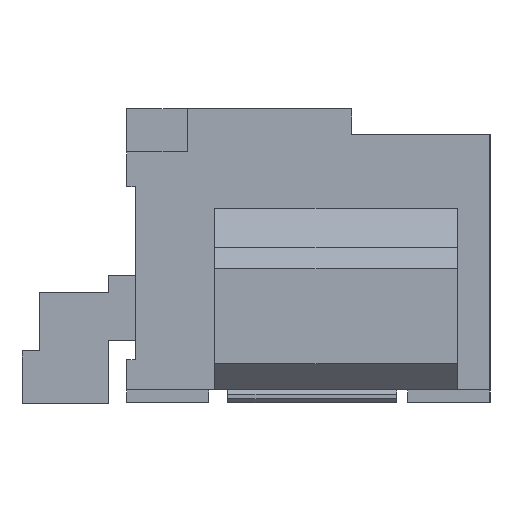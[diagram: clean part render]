
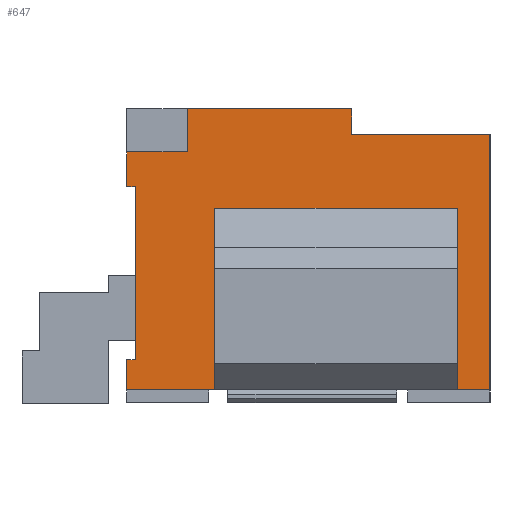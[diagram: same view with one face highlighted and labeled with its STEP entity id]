
A CAD part, left-side view. The second image highlights one B-rep face of the part: STEP entity #647.
In plain terms, the highlighted planar face has unit normal (-1, 0, 0).
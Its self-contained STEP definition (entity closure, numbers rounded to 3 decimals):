
#647 = ADVANCED_FACE( '', ( #1236 ), #1237, .T. );
#1236 = FACE_OUTER_BOUND( '', #1790, .T. );
#1237 = PLANE( '', #1791 );
#1790 = EDGE_LOOP( '', ( #3423, #3424, #3425, #3426, #3427, #3428, #3429, #3430, #3431, #3432, #3433, #3434, #3435, #3436, #3437, #3438 ) );
#1791 = AXIS2_PLACEMENT_3D( '', #3439, #3440, #3441 );
#3423 = ORIENTED_EDGE( '', *, *, #3603, .F. );
#3424 = ORIENTED_EDGE( '', *, *, #3866, .T. );
#3425 = ORIENTED_EDGE( '', *, *, #3527, .F. );
#3426 = ORIENTED_EDGE( '', *, *, #3990, .F. );
#3427 = ORIENTED_EDGE( '', *, *, #3966, .T. );
#3428 = ORIENTED_EDGE( '', *, *, #3785, .F. );
#3429 = ORIENTED_EDGE( '', *, *, #3736, .T. );
#3430 = ORIENTED_EDGE( '', *, *, #4184, .T. );
#3431 = ORIENTED_EDGE( '', *, *, #4068, .F. );
#3432 = ORIENTED_EDGE( '', *, *, #3555, .F. );
#3433 = ORIENTED_EDGE( '', *, *, #3797, .F. );
#3434 = ORIENTED_EDGE( '', *, *, #3933, .T. );
#3435 = ORIENTED_EDGE( '', *, *, #3613, .F. );
#3436 = ORIENTED_EDGE( '', *, *, #3731, .T. );
#3437 = ORIENTED_EDGE( '', *, *, #4168, .T. );
#3438 = ORIENTED_EDGE( '', *, *, #4022, .T. );
#3439 = CARTESIAN_POINT( '', ( -4.625, 0., 0. ) );
#3440 = DIRECTION( '', ( -1., 0., 0. ) );
#3441 = DIRECTION( '', ( 0., 0., 1. ) );
#3527 = EDGE_CURVE( '', #4203, #4204, #4205, .T. );
#3555 = EDGE_CURVE( '', #4255, #4256, #4257, .T. );
#3603 = EDGE_CURVE( '', #4345, #4347, #4348, .T. );
#3613 = EDGE_CURVE( '', #4365, #4367, #4368, .T. );
#3731 = EDGE_CURVE( '', #4365, #4570, #4572, .T. );
#3736 = EDGE_CURVE( '', #4580, #4578, #4581, .T. );
#3785 = EDGE_CURVE( '', #4580, #4654, #4655, .T. );
#3797 = EDGE_CURVE( '', #4673, #4255, #4674, .T. );
#3866 = EDGE_CURVE( '', #4345, #4204, #4775, .T. );
#3933 = EDGE_CURVE( '', #4673, #4367, #4871, .T. );
#3966 = EDGE_CURVE( '', #4886, #4654, #4924, .T. );
#3990 = EDGE_CURVE( '', #4886, #4203, #4956, .T. );
#4022 = EDGE_CURVE( '', #5002, #4347, #5003, .T. );
#4068 = EDGE_CURVE( '', #4256, #5057, #5058, .T. );
#4168 = EDGE_CURVE( '', #4570, #5002, #5174, .T. );
#4184 = EDGE_CURVE( '', #4578, #5057, #5190, .T. );
#4203 = VERTEX_POINT( '', #5209 );
#4204 = VERTEX_POINT( '', #5210 );
#4205 = LINE( '', #5211, #5212 );
#4255 = VERTEX_POINT( '', #5285 );
#4256 = VERTEX_POINT( '', #5286 );
#4257 = LINE( '', #5287, #5288 );
#4345 = VERTEX_POINT( '', #5418 );
#4347 = VERTEX_POINT( '', #5421 );
#4348 = LINE( '', #5422, #5423 );
#4365 = VERTEX_POINT( '', #5448 );
#4367 = VERTEX_POINT( '', #5451 );
#4368 = LINE( '', #5452, #5453 );
#4570 = VERTEX_POINT( '', #5753 );
#4572 = LINE( '', #5756, #5757 );
#4578 = VERTEX_POINT( '', #5765 );
#4580 = VERTEX_POINT( '', #5768 );
#4581 = LINE( '', #5769, #5770 );
#4654 = VERTEX_POINT( '', #5879 );
#4655 = LINE( '', #5880, #5881 );
#4673 = VERTEX_POINT( '', #5907 );
#4674 = LINE( '', #5908, #5909 );
#4775 = LINE( '', #6063, #6064 );
#4871 = LINE( '', #6207, #6208 );
#4886 = VERTEX_POINT( '', #6230 );
#4924 = LINE( '', #6290, #6291 );
#4956 = LINE( '', #6338, #6339 );
#5002 = VERTEX_POINT( '', #6411 );
#5003 = LINE( '', #6412, #6413 );
#5057 = VERTEX_POINT( '', #6496 );
#5058 = LINE( '', #6497, #6498 );
#5174 = LINE( '', #6669, #6670 );
#5190 = LINE( '', #6692, #6693 );
#5209 = CARTESIAN_POINT( '', ( -4.625, -0.5, 1.4 ) );
#5210 = CARTESIAN_POINT( '', ( -4.625, -2.1, 1.4 ) );
#5211 = CARTESIAN_POINT( '', ( -4.625, 0., 1.4 ) );
#5212 = VECTOR( '', #6714, 1000. );
#5285 = CARTESIAN_POINT( '', ( -4.625, 2., -1.2 ) );
#5286 = CARTESIAN_POINT( '', ( -4.625, 2., 0.8 ) );
#5287 = CARTESIAN_POINT( '', ( -4.625, 2., 0. ) );
#5288 = VECTOR( '', #6738, 1000. );
#5418 = CARTESIAN_POINT( '', ( -4.625, -2.1, -1.55 ) );
#5421 = CARTESIAN_POINT( '', ( -4.625, -1.72, -1.55 ) );
#5422 = CARTESIAN_POINT( '', ( -4.625, 0., -1.55 ) );
#5423 = VECTOR( '', #6782, 1000. );
#5448 = CARTESIAN_POINT( '', ( -4.625, 1.08, -1.55 ) );
#5451 = CARTESIAN_POINT( '', ( -4.625, 2.1, -1.55 ) );
#5452 = CARTESIAN_POINT( '', ( -4.625, 0., -1.55 ) );
#5453 = VECTOR( '', #6792, 1000. );
#5753 = CARTESIAN_POINT( '', ( -4.625, 1.08, 0.55 ) );
#5756 = CARTESIAN_POINT( '', ( -4.625, 1.08, -1.7 ) );
#5757 = VECTOR( '', #6892, 1000. );
#5765 = CARTESIAN_POINT( '', ( -4.625, 2.1, 1.2 ) );
#5768 = CARTESIAN_POINT( '', ( -4.625, 1.4, 1.2 ) );
#5769 = CARTESIAN_POINT( '', ( -4.625, 1.4, 1.2 ) );
#5770 = VECTOR( '', #6896, 1000. );
#5879 = CARTESIAN_POINT( '', ( -4.625, 1.4, 1.7 ) );
#5880 = CARTESIAN_POINT( '', ( -4.625, 1.4, 1.2 ) );
#5881 = VECTOR( '', #6933, 1000. );
#5907 = CARTESIAN_POINT( '', ( -4.625, 2.1, -1.2 ) );
#5908 = CARTESIAN_POINT( '', ( -4.625, 0., -1.2 ) );
#5909 = VECTOR( '', #6942, 1000. );
#6063 = CARTESIAN_POINT( '', ( -4.625, -2.1, -1.7 ) );
#6064 = VECTOR( '', #6996, 1000. );
#6207 = CARTESIAN_POINT( '', ( -4.625, 2.1, 1.7 ) );
#6208 = VECTOR( '', #7044, 1000. );
#6230 = CARTESIAN_POINT( '', ( -4.625, -0.5, 1.7 ) );
#6290 = CARTESIAN_POINT( '', ( -4.625, -2.1, 1.7 ) );
#6291 = VECTOR( '', #7074, 1000. );
#6338 = CARTESIAN_POINT( '', ( -4.625, -0.5, 0. ) );
#6339 = VECTOR( '', #7090, 1000. );
#6411 = CARTESIAN_POINT( '', ( -4.625, -1.72, 0.55 ) );
#6412 = CARTESIAN_POINT( '', ( -4.625, -1.72, 0.1 ) );
#6413 = VECTOR( '', #7117, 1000. );
#6496 = CARTESIAN_POINT( '', ( -4.625, 2.1, 0.8 ) );
#6497 = CARTESIAN_POINT( '', ( -4.625, 0., 0.8 ) );
#6498 = VECTOR( '', #7147, 1000. );
#6669 = CARTESIAN_POINT( '', ( -4.625, -1.72, 0.55 ) );
#6670 = VECTOR( '', #7203, 1000. );
#6692 = CARTESIAN_POINT( '', ( -4.625, 2.1, 1.7 ) );
#6693 = VECTOR( '', #7210, 1000. );
#6714 = DIRECTION( '', ( 0., -1., 0. ) );
#6738 = DIRECTION( '', ( 0., 0., 1. ) );
#6782 = DIRECTION( '', ( 0., 1., 0. ) );
#6792 = DIRECTION( '', ( 0., 1., 0. ) );
#6892 = DIRECTION( '', ( 0., 0., 1. ) );
#6896 = DIRECTION( '', ( 0., 1., 0. ) );
#6933 = DIRECTION( '', ( 0., 0., 1. ) );
#6942 = DIRECTION( '', ( 0., -1., 0. ) );
#6996 = DIRECTION( '', ( 0., 0., 1. ) );
#7044 = DIRECTION( '', ( 0., 0., -1. ) );
#7074 = DIRECTION( '', ( 0., 1., 0. ) );
#7090 = DIRECTION( '', ( 0., 0., -1. ) );
#7117 = DIRECTION( '', ( 0., 0., -1. ) );
#7147 = DIRECTION( '', ( 0., 1., 0. ) );
#7203 = DIRECTION( '', ( 0., -1., 0. ) );
#7210 = DIRECTION( '', ( 0., 0., -1. ) );
